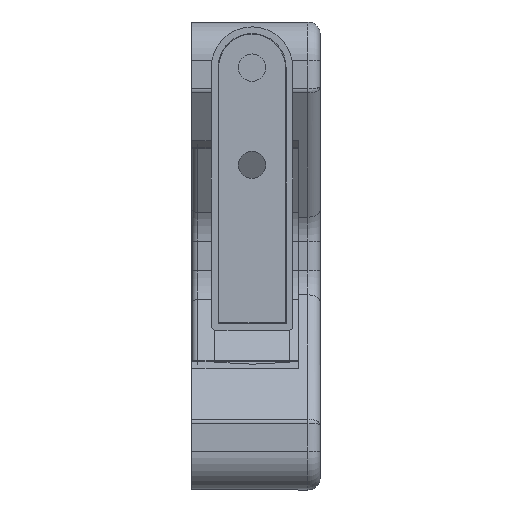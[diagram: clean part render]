
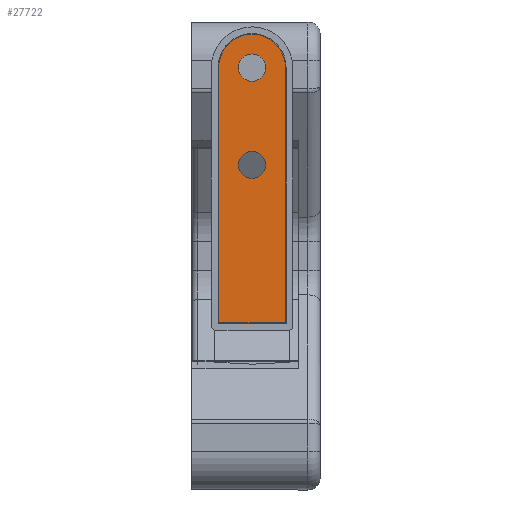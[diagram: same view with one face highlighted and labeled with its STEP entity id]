
A CAD part, front view. The second image highlights one B-rep face of the part: STEP entity #27722.
In plain terms, the highlighted face is planar.
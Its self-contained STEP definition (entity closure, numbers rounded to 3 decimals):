
#3514 = VECTOR ( 'NONE', #19787, 1000. ) ;
#3729 = LINE ( 'NONE', #20555, #3514 ) ;
#4376 = EDGE_CURVE ( 'NONE', #54917, #45067, #34017, .T. ) ;
#4641 = CIRCLE ( 'NONE', #13735, 2.248 ) ;
#5408 = CARTESIAN_POINT ( 'NONE',  ( -5.5, -23.75, -2.5 ) ) ;
#5451 = ORIENTED_EDGE ( 'NONE', *, *, #20601, .F. ) ;
#5518 = CARTESIAN_POINT ( 'NONE',  ( 2.248, 18.25, -2.5 ) ) ;
#9912 = FACE_OUTER_BOUND ( 'NONE', #14078, .T. ) ;
#10966 = CARTESIAN_POINT ( 'NONE',  ( 0., 18.25, -2.5 ) ) ;
#11143 = DIRECTION ( 'NONE',  ( 0., 0., -1. ) ) ;
#11270 = VERTEX_POINT ( 'NONE', #25598 ) ;
#11342 = DIRECTION ( 'NONE',  ( 1., 0., 0. ) ) ;
#11486 = AXIS2_PLACEMENT_3D ( 'NONE', #10966, #11143, #11342 ) ;
#12584 = ORIENTED_EDGE ( 'NONE', *, *, #34893, .F. ) ;
#12953 = EDGE_CURVE ( 'NONE', #45067, #30507, #3729, .T. ) ;
#13075 = CARTESIAN_POINT ( 'NONE',  ( 0., 2.25, -2.5 ) ) ;
#13372 = ORIENTED_EDGE ( 'NONE', *, *, #40057, .F. ) ;
#13735 = AXIS2_PLACEMENT_3D ( 'NONE', #42179, #42211, #42228 ) ;
#13825 = LINE ( 'NONE', #34033, #45711 ) ;
#13937 = CIRCLE ( 'NONE', #26945, 5.5 ) ;
#14078 = EDGE_LOOP ( 'NONE', ( #47515, #5451, #48766, #38176 ) ) ;
#14168 = EDGE_LOOP ( 'NONE', ( #45587, #13372 ) ) ;
#14455 = DIRECTION ( 'NONE',  ( 0., -1., 0. ) ) ;
#16438 = CARTESIAN_POINT ( 'NONE',  ( -2.248, 18.25, -2.5 ) ) ;
#17579 = DIRECTION ( 'NONE',  ( 0., -1., 0. ) ) ;
#17695 = CARTESIAN_POINT ( 'NONE',  ( -5.5, -23.75, -2.5 ) ) ;
#18239 = DIRECTION ( 'NONE',  ( -1., 0., 0. ) ) ;
#18285 = DIRECTION ( 'NONE',  ( 0., 0., 1. ) ) ;
#18347 = CARTESIAN_POINT ( 'NONE',  ( 0., 18.25, -2.5 ) ) ;
#19089 = CIRCLE ( 'NONE', #51354, 2.248 ) ;
#19342 = EDGE_CURVE ( 'NONE', #11270, #54917, #13937, .T. ) ;
#19787 = DIRECTION ( 'NONE',  ( 1., 0., 0. ) ) ;
#20555 = CARTESIAN_POINT ( 'NONE',  ( 5.5, -23.75, -2.5 ) ) ;
#20601 = EDGE_CURVE ( 'NONE', #30507, #11270, #13825, .T. ) ;
#20717 = VERTEX_POINT ( 'NONE', #28060 ) ;
#21414 = VERTEX_POINT ( 'NONE', #42779 ) ;
#21493 = CIRCLE ( 'NONE', #11486, 2.248 ) ;
#25598 = CARTESIAN_POINT ( 'NONE',  ( 5.5, 18.25, -2.5 ) ) ;
#26656 = VERTEX_POINT ( 'NONE', #16438 ) ;
#26945 = AXIS2_PLACEMENT_3D ( 'NONE', #18347, #18285, #18239 ) ;
#27722 = ADVANCED_FACE ( 'NONE', ( #54680, #43155, #9912 ), #48665, .F. ) ;
#28060 = CARTESIAN_POINT ( 'NONE',  ( 2.248, 2.25, -2.5 ) ) ;
#30507 = VERTEX_POINT ( 'NONE', #31980 ) ;
#31980 = CARTESIAN_POINT ( 'NONE',  ( 5.5, -23.75, -2.5 ) ) ;
#32456 = VECTOR ( 'NONE', #17579, 1000. ) ;
#33694 = CARTESIAN_POINT ( 'NONE',  ( -5.5, 18.25, -2.5 ) ) ;
#33758 = AXIS2_PLACEMENT_3D ( 'NONE', #13075, #44892, #14455 ) ;
#34017 = LINE ( 'NONE', #17695, #32456 ) ;
#34033 = CARTESIAN_POINT ( 'NONE',  ( 5.5, 18.25, -2.5 ) ) ;
#34728 = DIRECTION ( 'NONE',  ( 0., 1., 0. ) ) ;
#34893 = EDGE_CURVE ( 'NONE', #20717, #21414, #4641, .T. ) ;
#38176 = ORIENTED_EDGE ( 'NONE', *, *, #4376, .F. ) ;
#40057 = EDGE_CURVE ( 'NONE', #40157, #26656, #19089, .T. ) ;
#40157 = VERTEX_POINT ( 'NONE', #5518 ) ;
#42179 = CARTESIAN_POINT ( 'NONE',  ( 0., 2.25, -2.5 ) ) ;
#42211 = DIRECTION ( 'NONE',  ( 0., 0., -1. ) ) ;
#42228 = DIRECTION ( 'NONE',  ( 0., -1., 0. ) ) ;
#42779 = CARTESIAN_POINT ( 'NONE',  ( -2.248, 2.25, -2.5 ) ) ;
#43110 = EDGE_LOOP ( 'NONE', ( #53127, #12584 ) ) ;
#43155 = FACE_BOUND ( 'NONE', #43110, .T. ) ;
#43459 = DIRECTION ( 'NONE',  ( 1., 0., 0. ) ) ;
#43634 = CIRCLE ( 'NONE', #33758, 2.248 ) ;
#43653 = DIRECTION ( 'NONE',  ( 0., 0., -1. ) ) ;
#43665 = EDGE_CURVE ( 'NONE', #26656, #40157, #21493, .T. ) ;
#43834 = CARTESIAN_POINT ( 'NONE',  ( 0., 18.25, -2.5 ) ) ;
#44892 = DIRECTION ( 'NONE',  ( 0., 0., -1. ) ) ;
#45067 = VERTEX_POINT ( 'NONE', #5408 ) ;
#45587 = ORIENTED_EDGE ( 'NONE', *, *, #43665, .F. ) ;
#45711 = VECTOR ( 'NONE', #34728, 1000. ) ;
#47075 = EDGE_CURVE ( 'NONE', #21414, #20717, #43634, .T. ) ;
#47515 = ORIENTED_EDGE ( 'NONE', *, *, #19342, .F. ) ;
#48300 = DIRECTION ( 'NONE',  ( 1., 0., 0. ) ) ;
#48377 = DIRECTION ( 'NONE',  ( 0., 0., 1. ) ) ;
#48665 = PLANE ( 'NONE',  #53019 ) ;
#48766 = ORIENTED_EDGE ( 'NONE', *, *, #12953, .F. ) ;
#49317 = CARTESIAN_POINT ( 'NONE',  ( 0., -1.09, -2.5 ) ) ;
#51354 = AXIS2_PLACEMENT_3D ( 'NONE', #43834, #43653, #43459 ) ;
#53019 = AXIS2_PLACEMENT_3D ( 'NONE', #49317, #48377, #48300 ) ;
#53127 = ORIENTED_EDGE ( 'NONE', *, *, #47075, .F. ) ;
#54680 = FACE_BOUND ( 'NONE', #14168, .T. ) ;
#54917 = VERTEX_POINT ( 'NONE', #33694 ) ;
